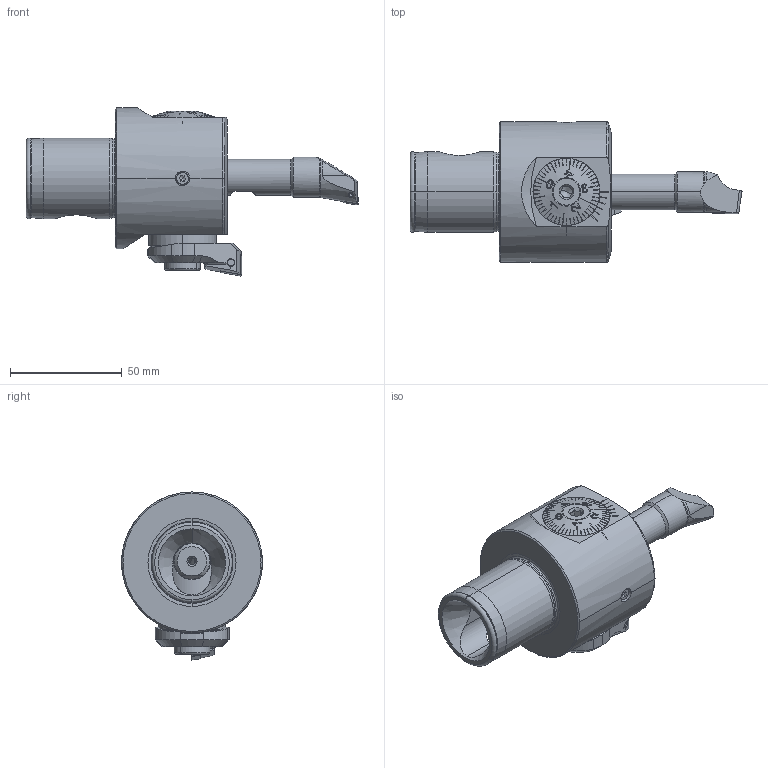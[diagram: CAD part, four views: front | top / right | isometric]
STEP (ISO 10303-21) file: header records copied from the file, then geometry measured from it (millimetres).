
FILE_DESCRIPTION (( 'STEP AP203' ), '1' );
FILE_NAME ('B05.063.025.050.STEP', '2018-02-23T10:19:06', ( 'SWIAdmin' ), ( 'Hewlett-Packard Company' ), 'SwSTEP 2.0', 'SolidWorks 2017', '' );
FILE_SCHEMA (( 'CONFIG_CONTROL_DESIGN' ));
Length unit declared in the file: millimetre
Products named in the file (24): AV6-WCB.001.013; AV6-BG1.002.052; WH6-AV6.K01.050_B; B25-WCA.K11.115_A; A55-BG3.011.033_A_gek〉zt; AV6-BG1.001.052_C; CCMT060204; ISO 4026 - M10 x 12; AV6-BG2.014.011_A_Abgedreht; WCA-ER2.001.006_A; Klebstoff D10; A55-BG2.011.016_D; B25-WCA.K11.115; ISO 4762 - M3 x 14_x14; A55-BG2.012.006_B; DIN 6912 - M10 x 25; AV6-WCB.001.013_A_fertigbearbeitet; AV6-BG3.003.014_A; ISO 4026 - M5 x 16; CCMT09T304; A55-BG2.013.005_C; B05.063.025.050; WCB-ER2.001.009_A; DIN 3771 - 25x1.5
Assembly tree (23 placements, depth 3):
  B05.063.025.050
    WH6-AV6.K01.050_B
    AV6-BG1.002.052
      AV6-BG1.001.052_C
      AV6-BG2.014.011_A_Abgedreht
      A55-BG2.011.016_D
      A55-BG2.012.006_B
      AV6-BG3.003.014_A
      A55-BG2.013.005_C
      DIN 3771 - 25x1.5
    A55-BG3.011.033_A_gek〉zt
    ISO 4026 - M10 x 12
    Klebstoff D10
    ISO 4762 - M3 x 14_x14
    AV6-WCB.001.013
      AV6-WCB.001.013_A_fertigbearbeitet
      CCMT09T304
      WCB-ER2.001.009_A
    B25-WCA.K11.115
      B25-WCA.K11.115_A
      CCMT060204
      WCA-ER2.001.006_A
    DIN 6912 - M10 x 25
    ISO 4026 - M5 x 16
Bounding box: 148.5 x 63 x 75.15 mm (x, y, z)
Volume: 186086.8 mm3; surface area: 57787.6 mm2
Topology: 20 solids, 20 shells, 1016 faces, 2624 edges, 1639 vertices
Faces by surface type: plane 417, cone 243, cylinder 202, torus 87, bspline 63, sphere 4
Entity records: 38347 total; most frequent: CARTESIAN_POINT 12257, ORIENTED_EDGE 5204, DIRECTION 4579, EDGE_CURVE 2602, AXIS2_PLACEMENT_3D 1767, VERTEX_POINT 1639, EDGE_LOOP 1073, VECTOR 1045
